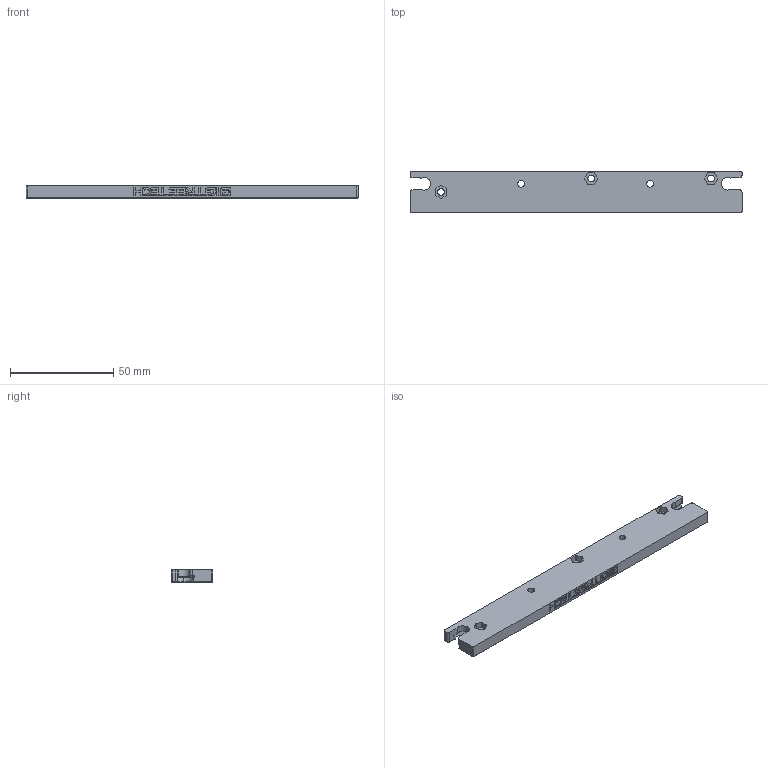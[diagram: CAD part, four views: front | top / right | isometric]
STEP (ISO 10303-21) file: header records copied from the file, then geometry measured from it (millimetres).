
FILE_DESCRIPTION (( 'STEP AP214' ), '1' );
FILE_NAME ('等啣耜蚾.STEP', '2024-04-22T11:05:14', ( 'Windows User' ), ( 'P R C' ), 'SwSTEP 2.0', 'SolidWorks 2023', '' );
FILE_SCHEMA (( 'AUTOMOTIVE_DESIGN' ));
Length unit declared in the file: millimetre
Products named in the file (1): 单板侧装
Bounding box: 160.8 x 20 x 6 mm (x, y, z)
Volume: 15108.6 mm3; surface area: 10010.7 mm2
Topology: 1 solids, 1 shells, 676 faces, 1915 edges, 1263 vertices
Faces by surface type: plane 450, cylinder 124, bspline 86, cone 13, torus 3
Entity records: 24280 total; most frequent: CARTESIAN_POINT 7115, ORIENTED_EDGE 3822, DIRECTION 3173, EDGE_CURVE 1911, LINE 1455, VECTOR 1455, VERTEX_POINT 1263, AXIS2_PLACEMENT_3D 859
